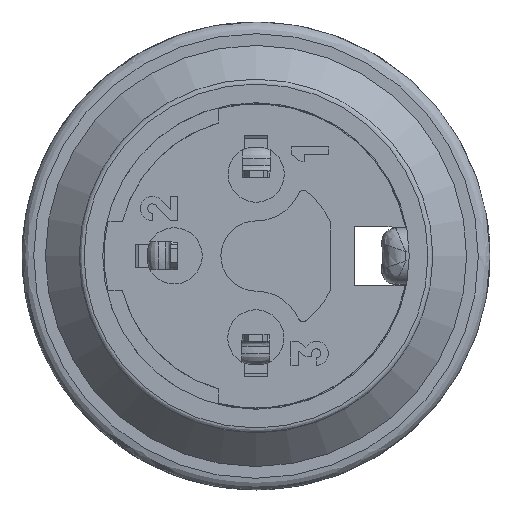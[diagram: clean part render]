
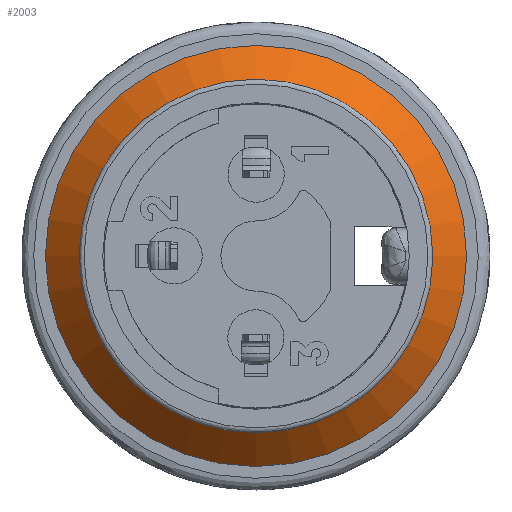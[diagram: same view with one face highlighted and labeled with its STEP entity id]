
A CAD part, left-side view. The second image highlights one B-rep face of the part: STEP entity #2003.
In plain terms, the highlighted conical face has half-angle 45 degrees and reference radius 7.55 mm.
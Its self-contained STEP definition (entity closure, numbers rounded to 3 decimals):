
#1398=CONICAL_SURFACE('',#6522,7.55,45.);
#2003=ADVANCED_FACE('',(#3184,#3185),#1398,.T.);
#3184=FACE_BOUND('',#3290,.T.);
#3185=FACE_BOUND('',#3291,.T.);
#3290=EDGE_LOOP('',(#3801));
#3291=EDGE_LOOP('',(#3802));
#3801=ORIENTED_EDGE('',*,*,#5709,.T.);
#3802=ORIENTED_EDGE('',*,*,#5710,.F.);
#5182=VERTEX_POINT('',#9915);
#5183=VERTEX_POINT('',#9918);
#5709=EDGE_CURVE('',#5182,#5182,#6341,.T.);
#5710=EDGE_CURVE('',#5183,#5183,#6342,.T.);
#6341=CIRCLE('',#6519,7.55);
#6342=CIRCLE('',#6521,9.);
#6519=AXIS2_PLACEMENT_3D('',#9914,#7001,#7002);
#6521=AXIS2_PLACEMENT_3D('',#9917,#7005,#7006);
#6522=AXIS2_PLACEMENT_3D('',#9919,#7007,#7008);
#7001=DIRECTION('',(1.,0.,0.));
#7002=DIRECTION('',(0.,-1.,-0.002));
#7005=DIRECTION('',(1.,0.,0.));
#7006=DIRECTION('',(0.,-1.,-0.002));
#7007=DIRECTION('',(1.,0.,0.));
#7008=DIRECTION('',(0.,-1.,-0.002));
#9914=CARTESIAN_POINT('',(-3.45,0.,0.));
#9915=CARTESIAN_POINT('',(-3.45,-7.55,-0.014));
#9917=CARTESIAN_POINT('',(-2.,0.,0.));
#9918=CARTESIAN_POINT('',(-2.,-9.,-0.017));
#9919=CARTESIAN_POINT('',(-3.45,0.,0.));
